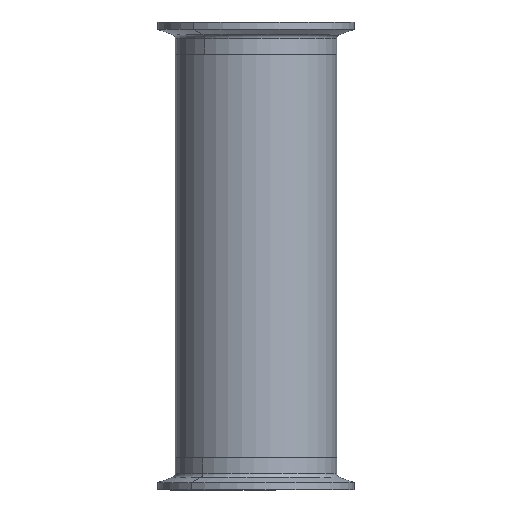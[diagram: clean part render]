
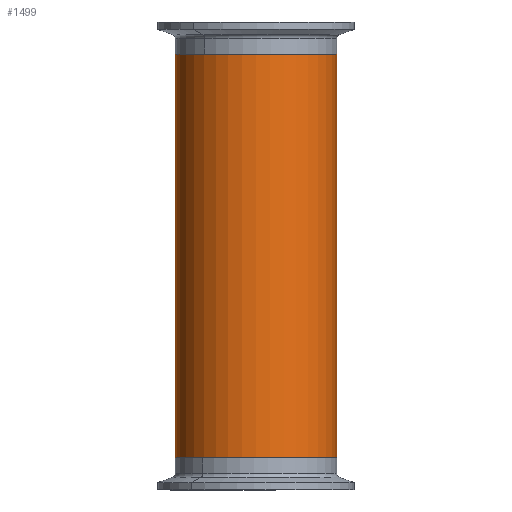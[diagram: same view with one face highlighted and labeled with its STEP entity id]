
A CAD part, front view. The second image highlights one B-rep face of the part: STEP entity #1499.
In plain terms, the highlighted cylindrical face has radius 31.75 mm (diameter 63.5 mm), a partial arc.
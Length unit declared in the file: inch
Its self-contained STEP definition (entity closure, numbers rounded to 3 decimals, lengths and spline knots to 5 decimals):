
#171 = CARTESIAN_POINT ( 'NONE',  ( 1.25, 0., 3.12598 ) ) ;
#219 = EDGE_CURVE ( 'NONE', #2315, #732, #2508, .T. ) ;
#351 = ORIENTED_EDGE ( 'NONE', *, *, #1486, .T. ) ;
#354 = FACE_OUTER_BOUND ( 'NONE', #1238, .T. ) ;
#521 = ORIENTED_EDGE ( 'NONE', *, *, #219, .T. ) ;
#732 = VERTEX_POINT ( 'NONE', #1680 ) ;
#741 = DIRECTION ( 'NONE',  ( 0., 0., 1. ) ) ;
#776 = VECTOR ( 'NONE', #803, 39.37008 ) ;
#787 = CARTESIAN_POINT ( 'NONE',  ( 1.25, 0., 3.12598 ) ) ;
#788 = CARTESIAN_POINT ( 'NONE',  ( -1.25, 0., 3.12598 ) ) ;
#803 = DIRECTION ( 'NONE',  ( 0., 0., -1. ) ) ;
#814 = DIRECTION ( 'NONE',  ( -1., 0., 0. ) ) ;
#942 = CARTESIAN_POINT ( 'NONE',  ( 0., 0., 3.12598 ) ) ;
#1015 = CARTESIAN_POINT ( 'NONE',  ( 0., 0., 3.12598 ) ) ;
#1025 = DIRECTION ( 'NONE',  ( 0., 0., -1. ) ) ;
#1029 = ORIENTED_EDGE ( 'NONE', *, *, #1678, .F. ) ;
#1159 = AXIS2_PLACEMENT_3D ( 'NONE', #1015, #1025, #814 ) ;
#1220 = DIRECTION ( 'NONE',  ( 0., 0., 1. ) ) ;
#1233 = DIRECTION ( 'NONE',  ( 0., 0., -1. ) ) ;
#1238 = EDGE_LOOP ( 'NONE', ( #1286, #1029, #521, #351 ) ) ;
#1278 = CIRCLE ( 'NONE', #2368, 1.25 ) ;
#1286 = ORIENTED_EDGE ( 'NONE', *, *, #1514, .F. ) ;
#1393 = AXIS2_PLACEMENT_3D ( 'NONE', #2311, #1220, #1908 ) ;
#1402 = VECTOR ( 'NONE', #1233, 39.37008 ) ;
#1412 = VERTEX_POINT ( 'NONE', #1935 ) ;
#1486 = EDGE_CURVE ( 'NONE', #732, #1412, #2158, .T. ) ;
#1499 = ADVANCED_FACE ( 'NONE', ( #354 ), #2739, .T. ) ;
#1514 = EDGE_CURVE ( 'NONE', #1811, #1412, #1568, .T. ) ;
#1568 = LINE ( 'NONE', #171, #1402 ) ;
#1629 = DIRECTION ( 'NONE',  ( 1., 0., 0. ) ) ;
#1678 = EDGE_CURVE ( 'NONE', #2315, #1811, #1278, .T. ) ;
#1680 = CARTESIAN_POINT ( 'NONE',  ( -1.25, 0., -3.12598 ) ) ;
#1811 = VERTEX_POINT ( 'NONE', #787 ) ;
#1908 = DIRECTION ( 'NONE',  ( 1., 0., 0. ) ) ;
#1935 = CARTESIAN_POINT ( 'NONE',  ( 1.25, 0., -3.12598 ) ) ;
#2016 = CARTESIAN_POINT ( 'NONE',  ( -1.25, 0., 3.12598 ) ) ;
#2158 = CIRCLE ( 'NONE', #1393, 1.25 ) ;
#2311 = CARTESIAN_POINT ( 'NONE',  ( 0., 0., -3.12598 ) ) ;
#2315 = VERTEX_POINT ( 'NONE', #2016 ) ;
#2368 = AXIS2_PLACEMENT_3D ( 'NONE', #942, #741, #1629 ) ;
#2508 = LINE ( 'NONE', #788, #776 ) ;
#2739 = CYLINDRICAL_SURFACE ( 'NONE', #1159, 1.25 ) ;
